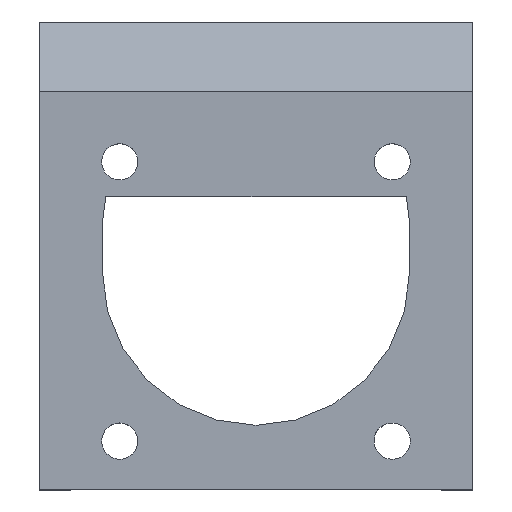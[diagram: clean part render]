
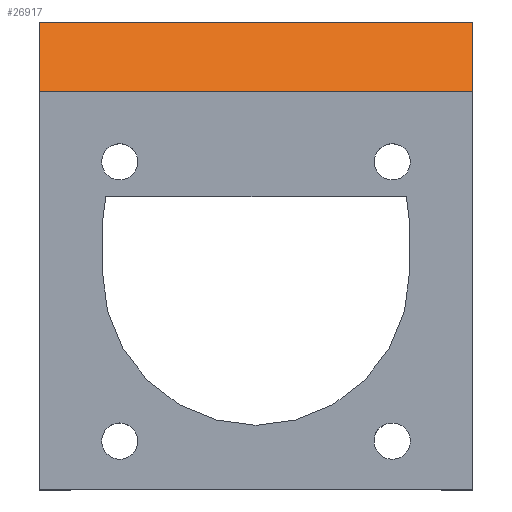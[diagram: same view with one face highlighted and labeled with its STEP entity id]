
A CAD part, top view. The second image highlights one B-rep face of the part: STEP entity #26917.
In plain terms, the highlighted face is planar.
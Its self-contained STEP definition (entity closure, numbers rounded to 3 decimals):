
#619=FACE_OUTER_BOUND('',#2630,.T.);
#2630=EDGE_LOOP('',(#20114,#20115,#20116,#20117));
#5634=LINE('',#41202,#9351);
#5636=LINE('',#41208,#9353);
#5639=LINE('',#41213,#9356);
#5640=LINE('',#41215,#9357);
#9351=VECTOR('',#33048,10.);
#9353=VECTOR('',#33052,10.);
#9356=VECTOR('',#33057,10.);
#9357=VECTOR('',#33060,10.);
#12506=VERTEX_POINT('',#41193);
#12510=VERTEX_POINT('',#41200);
#12513=VERTEX_POINT('',#41207);
#12514=VERTEX_POINT('',#41211);
#14806=EDGE_CURVE('',#12506,#12510,#5634,.T.);
#14808=EDGE_CURVE('',#12513,#12506,#5636,.T.);
#14811=EDGE_CURVE('',#12514,#12510,#5639,.T.);
#14812=EDGE_CURVE('',#12513,#12514,#5640,.T.);
#20114=ORIENTED_EDGE('',*,*,#14806,.T.);
#20115=ORIENTED_EDGE('',*,*,#14811,.F.);
#20116=ORIENTED_EDGE('',*,*,#14812,.F.);
#20117=ORIENTED_EDGE('',*,*,#14808,.T.);
#24935=PLANE('',#28916);
#26917=ADVANCED_FACE('',(#619),#24935,.T.);
#28916=AXIS2_PLACEMENT_3D('',#41214,#33058,#33059);
#33048=DIRECTION('',(1.,0.,0.));
#33052=DIRECTION('',(0.,0.446,-0.895));
#33057=DIRECTION('',(0.,0.446,-0.895));
#33058=DIRECTION('center_axis',(0.,-0.895,-0.446));
#33059=DIRECTION('ref_axis',(0.,0.446,-0.895));
#33060=DIRECTION('',(1.,0.,0.));
#41193=CARTESIAN_POINT('',(-29.284,-44.694,-32.182));
#41200=CARTESIAN_POINT('',(32.738,-44.694,-32.182));
#41202=CARTESIAN_POINT('',(26.732,-44.694,-32.182));
#41207=CARTESIAN_POINT('',(-29.284,-49.694,-22.16));
#41208=CARTESIAN_POINT('',(-29.284,-49.694,-22.16));
#41211=CARTESIAN_POINT('',(32.738,-49.694,-22.16));
#41213=CARTESIAN_POINT('',(32.738,-49.694,-22.16));
#41214=CARTESIAN_POINT('Origin',(32.738,-49.694,-22.16));
#41215=CARTESIAN_POINT('',(-29.284,-49.694,-22.16));
